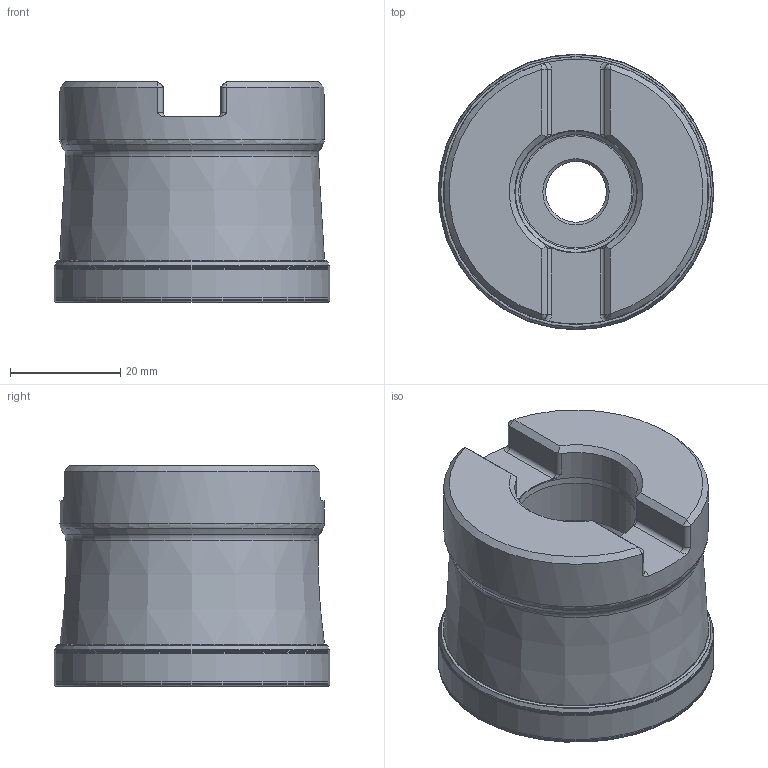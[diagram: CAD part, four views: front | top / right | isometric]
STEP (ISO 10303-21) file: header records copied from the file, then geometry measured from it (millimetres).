
FILE_DESCRIPTION(/* description */ (''),/* implementation_level */ '2;1');
FILE_NAME(/* name */ '50A05R_S90TN10_C_115009937ndi000_00_SIM.stp',/* time_stamp */ '2020-03-02T07:30:16+01:00',/* author */ (''),/* organization */ (''),/* preprocessor_version */ 'ST-DEVELOPER v16.7',/* originating_system */ 'SIEMENS PLM Software NX 12.0',/* authorisation */ '');
FILE_SCHEMA (('AUTOMOTIVE_DESIGN { 1 0 10303 214 3 1 1 1 }'));
Length unit declared in the file: millimetre
Products named in the file (1): lf19321C4381jyar
Bounding box: 49.96 x 49.96 x 40 mm (x, y, z)
Volume: 59378.8 mm3; surface area: 14771.9 mm2
Topology: 2 solids, 2 shells, 113 faces, 259 edges, 144 vertices
Faces by surface type: revolution 39, cylinder 24, cone 20, torus 16, plane 14
Full cylindrical faces by diameter (mm): 11 x1, 18.1 x1, 22.006 x1, 22.2 x1, 48 x2
Entity records: 3218 total; most frequent: CARTESIAN_POINT 953, DIRECTION 453, ORIENTED_EDGE 368, AXIS2_PLACEMENT_3D 187, EDGE_CURVE 184, EDGE_LOOP 180, VERTEX_POINT 138, FACE_BOUND 134
